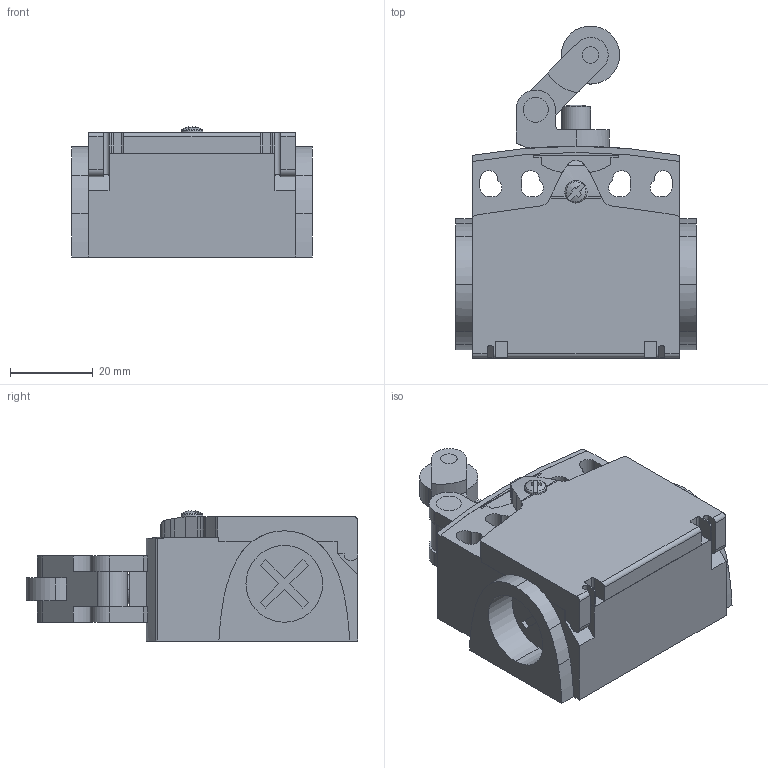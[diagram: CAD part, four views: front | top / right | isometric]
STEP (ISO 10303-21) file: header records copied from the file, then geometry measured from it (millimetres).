
FILE_DESCRIPTION(('STEP AP242'),'1');
FILE_NAME('switch_xckt2121g11.stp','2021-02-08T17:43:06',('TraceParts'),('TraceParts S.A.'),'Spatial InterOp 3D',' ',' ');
FILE_SCHEMA(('AP242_MANAGED_MODEL_BASED_3D_ENGINEERING_MIM_LF {1 0 10303 442 1 1 4}'));
Length unit declared in the file: millimetre
Products named in the file (1): switch_xckt2121g11_1
Bounding box: 58 x 80 x 31.34 mm (x, y, z)
Volume: 74821.4 mm3; surface area: 18188.5 mm2
Topology: 4 solids, 4 shells, 262 faces, 732 edges, 482 vertices
Faces by surface type: plane 141, cylinder 110, sphere 7, torus 2, cone 2
Entity records: 8835 total; most frequent: CARTESIAN_POINT 1862, DIRECTION 1491, ORIENTED_EDGE 1448, EDGE_CURVE 724, AXIS2_PLACEMENT_3D 522, VERTEX_POINT 482, LINE 447, VECTOR 447
